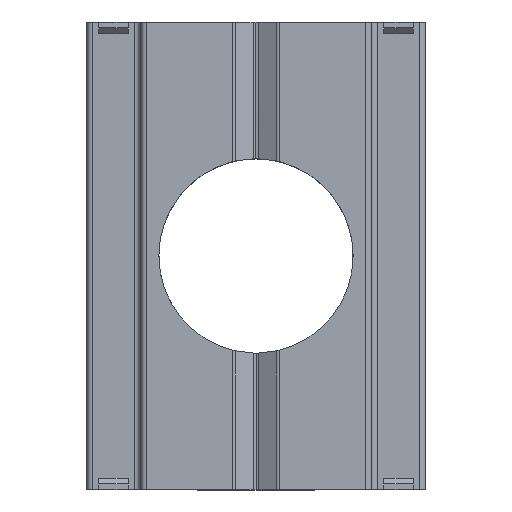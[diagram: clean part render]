
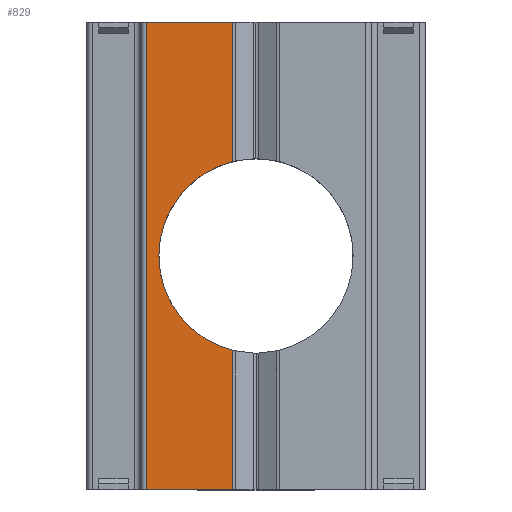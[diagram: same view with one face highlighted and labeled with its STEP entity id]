
A CAD part, top view. The second image highlights one B-rep face of the part: STEP entity #829.
In plain terms, the highlighted planar face has unit normal (0, 0, 1).
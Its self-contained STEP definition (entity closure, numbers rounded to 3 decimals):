
#48 = VERTEX_POINT ( 'NONE', #1881 ) ;
#128 = EDGE_CURVE ( 'NONE', #2400, #48, #954, .T. ) ;
#251 = VERTEX_POINT ( 'NONE', #1147 ) ;
#257 = CARTESIAN_POINT ( 'NONE',  ( 0., 0., 1. ) ) ;
#287 = VECTOR ( 'NONE', #1451, 1000. ) ;
#338 = ORIENTED_EDGE ( 'NONE', *, *, #1446, .F. ) ;
#364 = CARTESIAN_POINT ( 'NONE',  ( -0.804, 8., 1. ) ) ;
#516 = DIRECTION ( 'NONE',  ( 0., 1., 0. ) ) ;
#522 = DIRECTION ( 'NONE',  ( 0., -1., 0. ) ) ;
#567 = EDGE_CURVE ( 'NONE', #48, #251, #746, .T. ) ;
#572 = CARTESIAN_POINT ( 'NONE',  ( 3.95, -8., 1. ) ) ;
#621 = VERTEX_POINT ( 'NONE', #1060 ) ;
#692 = EDGE_CURVE ( 'NONE', #251, #2621, #2846, .T. ) ;
#746 = LINE ( 'NONE', #572, #1369 ) ;
#829 = ADVANCED_FACE ( 'NONE', ( #993 ), #2277, .F. ) ;
#947 = CARTESIAN_POINT ( 'NONE',  ( 3.95, -8., 1. ) ) ;
#954 = LINE ( 'NONE', #1664, #287 ) ;
#993 = FACE_OUTER_BOUND ( 'NONE', #2626, .T. ) ;
#1033 = DIRECTION ( 'NONE',  ( 0., -1., 0. ) ) ;
#1060 = CARTESIAN_POINT ( 'NONE',  ( -0.804, 3.225, 1. ) ) ;
#1105 = CARTESIAN_POINT ( 'NONE',  ( -0.804, -3.225, 1. ) ) ;
#1147 = CARTESIAN_POINT ( 'NONE',  ( -3.75, -8., 1. ) ) ;
#1167 = EDGE_CURVE ( 'NONE', #2621, #1473, #2391, .T. ) ;
#1225 = VECTOR ( 'NONE', #1033, 1000. ) ;
#1307 = DIRECTION ( 'NONE',  ( 0., 1., 0. ) ) ;
#1369 = VECTOR ( 'NONE', #2359, 1000. ) ;
#1392 = CARTESIAN_POINT ( 'NONE',  ( 3.95, 8., 1. ) ) ;
#1446 = EDGE_CURVE ( 'NONE', #1473, #621, #1826, .T. ) ;
#1451 = DIRECTION ( 'NONE',  ( 0., -1., 0. ) ) ;
#1473 = VERTEX_POINT ( 'NONE', #364 ) ;
#1664 = CARTESIAN_POINT ( 'NONE',  ( -0.804, -8., 1. ) ) ;
#1826 = LINE ( 'NONE', #1963, #1225 ) ;
#1829 = DIRECTION ( 'NONE',  ( 0., 0., -1. ) ) ;
#1854 = DIRECTION ( 'NONE',  ( 0., 0., -1. ) ) ;
#1864 = DIRECTION ( 'NONE',  ( 1., 0., 0. ) ) ;
#1881 = CARTESIAN_POINT ( 'NONE',  ( -0.804, -8., 1. ) ) ;
#1963 = CARTESIAN_POINT ( 'NONE',  ( -0.804, -8., 1. ) ) ;
#2109 = VECTOR ( 'NONE', #1864, 1000. ) ;
#2124 = ORIENTED_EDGE ( 'NONE', *, *, #2193, .T. ) ;
#2193 = EDGE_CURVE ( 'NONE', #2400, #621, #2452, .T. ) ;
#2257 = AXIS2_PLACEMENT_3D ( 'NONE', #947, #1854, #516 ) ;
#2277 = PLANE ( 'NONE',  #2257 ) ;
#2344 = ORIENTED_EDGE ( 'NONE', *, *, #1167, .F. ) ;
#2359 = DIRECTION ( 'NONE',  ( -1., 0., 0. ) ) ;
#2391 = LINE ( 'NONE', #1392, #2109 ) ;
#2400 = VERTEX_POINT ( 'NONE', #1105 ) ;
#2413 = AXIS2_PLACEMENT_3D ( 'NONE', #257, #1829, #522 ) ;
#2437 = ORIENTED_EDGE ( 'NONE', *, *, #128, .F. ) ;
#2452 = CIRCLE ( 'NONE', #2413, 3.324 ) ;
#2474 = ORIENTED_EDGE ( 'NONE', *, *, #692, .F. ) ;
#2572 = CARTESIAN_POINT ( 'NONE',  ( -3.75, 8., 1. ) ) ;
#2611 = VECTOR ( 'NONE', #1307, 1000. ) ;
#2621 = VERTEX_POINT ( 'NONE', #2572 ) ;
#2626 = EDGE_LOOP ( 'NONE', ( #2124, #338, #2344, #2474, #2710, #2437 ) ) ;
#2710 = ORIENTED_EDGE ( 'NONE', *, *, #567, .F. ) ;
#2846 = LINE ( 'NONE', #2867, #2611 ) ;
#2867 = CARTESIAN_POINT ( 'NONE',  ( -3.75, -8., 1. ) ) ;
